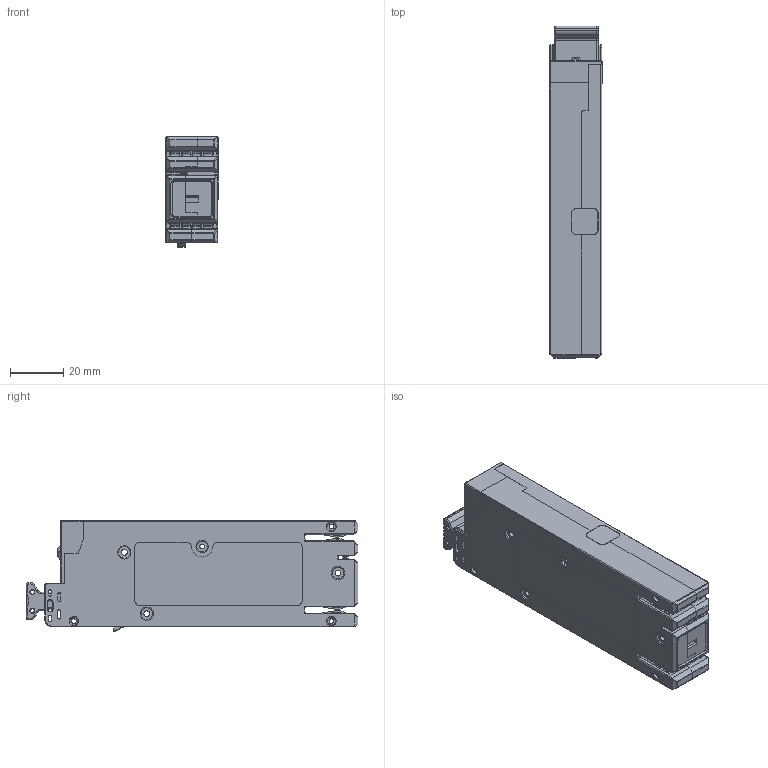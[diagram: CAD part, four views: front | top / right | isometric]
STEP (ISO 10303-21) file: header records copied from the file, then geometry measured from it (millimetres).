
FILE_DESCRIPTION((''),'2;1');
FILE_NAME('CB-63CXZ_1PN_ASM','2024-04-12T16:28:23',('chenyx'),(''),'CREO PARAMETRIC BY PTC INC, 2020044','CREO PARAMETRIC BY PTC INC, 2020044','');
FILE_SCHEMA(('CONFIG_CONTROL_DESIGN','SHAPE_APPEARANCE_LAYERS_GROUPS'));
Products named in the file (9): CB-63CXZ_1PN_ASM1_1_1; CB-63CXZ_1PN_ASM1_1_2; CB-63CXZ_1PN_ASM1_1_3; CB-63CXZ_1PN_ASM1_1_4; CB-63CXZ_1PN_ASM1_1_5; CB-63CXZ_1PN_ASM1_1_6; CB-63CXZ_1PN_ASM1_1_7; CB-63CXZ_1PN_ASM1_1_ASM; CB-63CXZ_1PN_ASM
Assembly tree (8 placements, depth 3):
  CB-63CXZ_1PN_ASM
    CB-63CXZ_1PN_ASM1_1_ASM
      CB-63CXZ_1PN_ASM1_1_1
      CB-63CXZ_1PN_ASM1_1_2
      CB-63CXZ_1PN_ASM1_1_3
      CB-63CXZ_1PN_ASM1_1_4
      CB-63CXZ_1PN_ASM1_1_5
      CB-63CXZ_1PN_ASM1_1_6
      CB-63CXZ_1PN_ASM1_1_7
Bounding box: 19.6 x 125 x 41.6 mm (x, y, z)
Volume: 2585.8 mm3; surface area: 47699.7 mm2
Topology: 7 solids, 12 shells, 2856 faces, 8322 edges, 5478 vertices
Faces by surface type: plane 1766, cylinder 783, cone 151, torus 101, sphere 43, bspline 12
Entity records: 121411 total; most frequent: CARTESIAN_POINT 18657, ORIENTED_EDGE 16516, DIRECTION 16065, EDGE_CURVE 8272, PRESENTATION_STYLE_ASSIGNMENT 7241, STYLED_ITEM 7241, CURVE_STYLE 6727, VECTOR 5617
